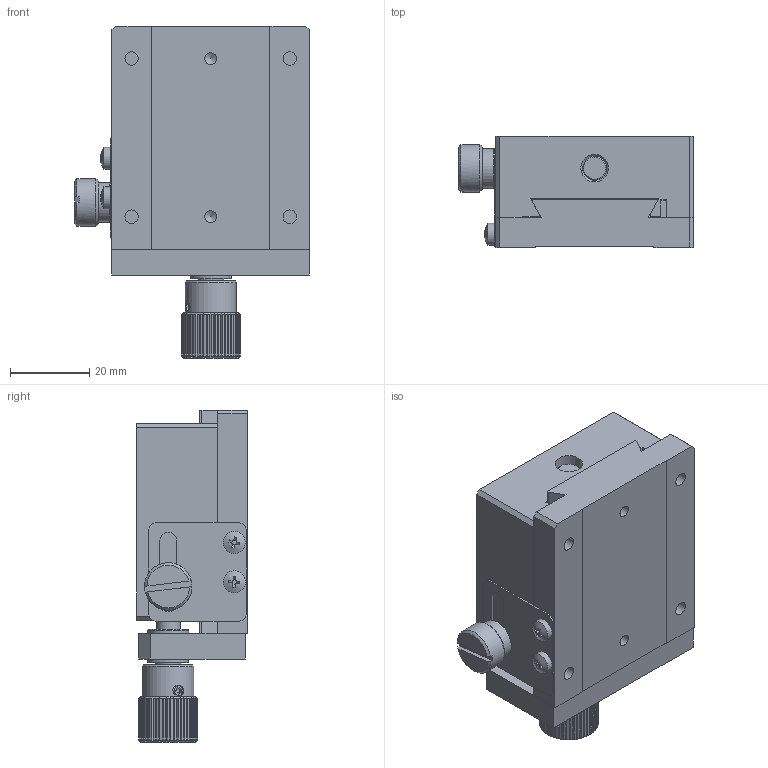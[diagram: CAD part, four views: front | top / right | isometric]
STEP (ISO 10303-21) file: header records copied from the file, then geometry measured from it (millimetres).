
FILE_DESCRIPTION (( 'STEP AP203' ), '1' );
FILE_NAME ('528750.STEP', '2024-10-14T09:56:21', ( 'Windows User' ), ( 'P R C' ), 'SwSTEP 2.0', 'SolidWorks 2020', '' );
FILE_SCHEMA (( 'CONFIG_CONTROL_DESIGN' ));
Length unit declared in the file: millimetre
Products named in the file (1): 528750
Bounding box: 59.45 x 28 x 84 mm (x, y, z)
Surface area: 33762.4 mm2 (no closed solid volume)
Topology: 0 solids, 20 shells, 681 faces, 1576 edges, 960 vertices
Faces by surface type: plane 338, cylinder 167, cone 154, bspline 22
Full cylindrical faces by diameter (mm): 1.5 x2, 2.05 x6, 2.5 x18, 2.9 x4, 3 x11, 3.1 x2, 3.3 x2, 3.4 x7, 3.5 x1, 3.93 x1, 4 x9, 4.5 x4, 5 x4, 5.5 x2, 5.6 x2, 6 x4, 6.5 x5, 7 x1, 8.5 x1, 9 x3, 10 x1, 10.3 x2, 11 x2, 11.5 x1, 12 x1, 13 x1
Entity records: 26694 total; most frequent: CARTESIAN_POINT 12899, DIRECTION 2790, ORIENTED_EDGE 2627, EDGE_CURVE 1319, AXIS2_PLACEMENT_3D 1124, EDGE_LOOP 908, VERTEX_POINT 871, FACE_OUTER_BOUND 776
